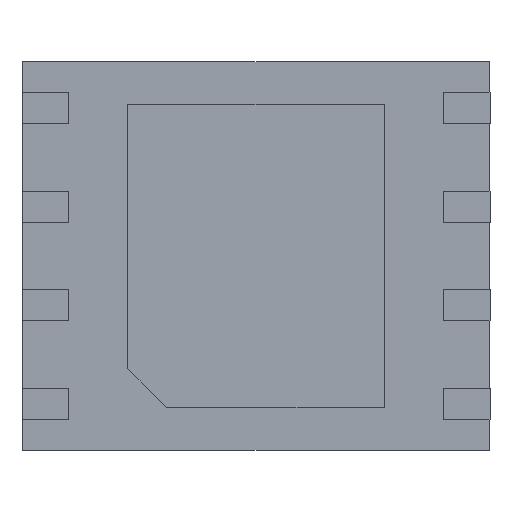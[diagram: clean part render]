
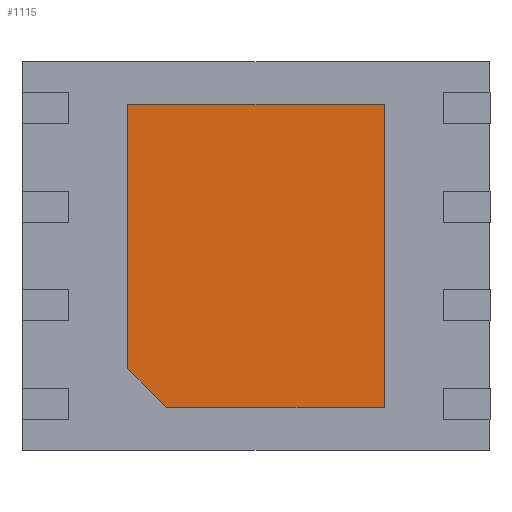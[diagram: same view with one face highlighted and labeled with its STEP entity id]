
A CAD part, front view. The second image highlights one B-rep face of the part: STEP entity #1115.
In plain terms, the highlighted planar face has unit normal (0, -1, 0).
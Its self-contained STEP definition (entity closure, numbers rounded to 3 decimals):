
#48 = EDGE_CURVE ( 'NONE', #1916, #1354, #2024, .T. ) ;
#164 = EDGE_CURVE ( 'NONE', #805, #1654, #1617, .T. ) ;
#251 = EDGE_CURVE ( 'NONE', #1654, #1916, #598, .T. ) ;
#338 = LINE ( 'NONE', #821, #1532 ) ;
#361 = CARTESIAN_POINT ( 'NONE',  ( -1.65, 0., -1.45 ) ) ;
#405 = ORIENTED_EDGE ( 'NONE', *, *, #164, .F. ) ;
#413 = VECTOR ( 'NONE', #1439, 1000. ) ;
#434 = VERTEX_POINT ( 'NONE', #1467 ) ;
#568 = EDGE_LOOP ( 'NONE', ( #653, #2120, #1135, #921, #405 ) ) ;
#598 = LINE ( 'NONE', #1263, #830 ) ;
#621 = CARTESIAN_POINT ( 'NONE',  ( 1.65, 0., -1.95 ) ) ;
#652 = AXIS2_PLACEMENT_3D ( 'NONE', #1082, #1378, #1390 ) ;
#653 = ORIENTED_EDGE ( 'NONE', *, *, #759, .F. ) ;
#697 = CARTESIAN_POINT ( 'NONE',  ( -1.15, 0., -1.95 ) ) ;
#711 = PLANE ( 'NONE',  #652 ) ;
#759 = EDGE_CURVE ( 'NONE', #434, #805, #1306, .T. ) ;
#805 = VERTEX_POINT ( 'NONE', #621 ) ;
#814 = FACE_OUTER_BOUND ( 'NONE', #568, .T. ) ;
#821 = CARTESIAN_POINT ( 'NONE',  ( -1.65, 0., 1.95 ) ) ;
#830 = VECTOR ( 'NONE', #2156, 1000. ) ;
#921 = ORIENTED_EDGE ( 'NONE', *, *, #251, .F. ) ;
#973 = VECTOR ( 'NONE', #1686, 1000. ) ;
#978 = DIRECTION ( 'NONE',  ( 1., 0., 0. ) ) ;
#1077 = CARTESIAN_POINT ( 'NONE',  ( -1.65, 0., -1.45 ) ) ;
#1082 = CARTESIAN_POINT ( 'NONE',  ( 0., 0., 0. ) ) ;
#1115 = ADVANCED_FACE ( 'NONE', ( #814 ), #711, .F. ) ;
#1135 = ORIENTED_EDGE ( 'NONE', *, *, #48, .F. ) ;
#1138 = DIRECTION ( 'NONE',  ( 0., 0., -1. ) ) ;
#1228 = EDGE_CURVE ( 'NONE', #1354, #434, #338, .T. ) ;
#1263 = CARTESIAN_POINT ( 'NONE',  ( -1.15, 0., -1.95 ) ) ;
#1306 = LINE ( 'NONE', #1476, #2091 ) ;
#1354 = VERTEX_POINT ( 'NONE', #1693 ) ;
#1378 = DIRECTION ( 'NONE',  ( 0., 1., 0. ) ) ;
#1390 = DIRECTION ( 'NONE',  ( 0., 0., 1. ) ) ;
#1439 = DIRECTION ( 'NONE',  ( -1., 0., 0. ) ) ;
#1467 = CARTESIAN_POINT ( 'NONE',  ( 1.65, 0., 1.95 ) ) ;
#1476 = CARTESIAN_POINT ( 'NONE',  ( 1.65, 0., 1.95 ) ) ;
#1532 = VECTOR ( 'NONE', #978, 1000. ) ;
#1617 = LINE ( 'NONE', #1794, #413 ) ;
#1654 = VERTEX_POINT ( 'NONE', #697 ) ;
#1686 = DIRECTION ( 'NONE',  ( 0., 0., 1. ) ) ;
#1693 = CARTESIAN_POINT ( 'NONE',  ( -1.65, 0., 1.95 ) ) ;
#1794 = CARTESIAN_POINT ( 'NONE',  ( 1.65, 0., -1.95 ) ) ;
#1916 = VERTEX_POINT ( 'NONE', #1077 ) ;
#2024 = LINE ( 'NONE', #361, #973 ) ;
#2091 = VECTOR ( 'NONE', #1138, 1000. ) ;
#2120 = ORIENTED_EDGE ( 'NONE', *, *, #1228, .F. ) ;
#2156 = DIRECTION ( 'NONE',  ( -0.707, 0., 0.707 ) ) ;
